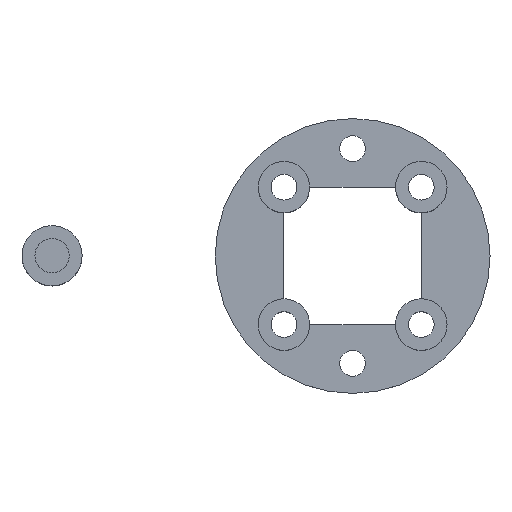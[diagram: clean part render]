
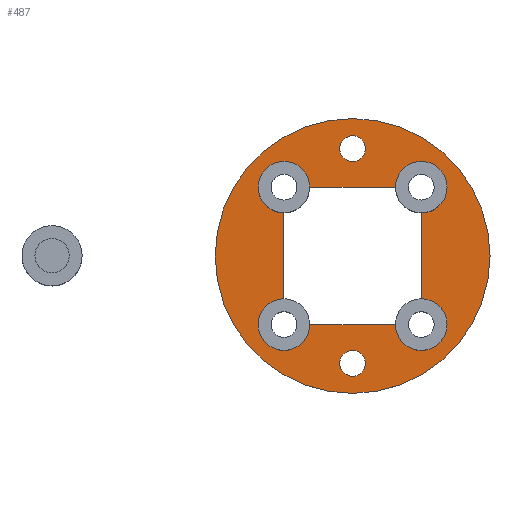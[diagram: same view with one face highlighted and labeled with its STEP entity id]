
A CAD part, top view. The second image highlights one B-rep face of the part: STEP entity #487.
In plain terms, the highlighted planar face has unit normal (0, 0, 1).
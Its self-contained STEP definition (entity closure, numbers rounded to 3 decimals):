
#23=FACE_BOUND('',#108,.T.);
#24=FACE_BOUND('',#109,.T.);
#25=FACE_BOUND('',#110,.T.);
#45=PLANE('',#564);
#73=FACE_OUTER_BOUND('',#107,.T.);
#107=EDGE_LOOP('',(#419));
#108=EDGE_LOOP('',(#420));
#109=EDGE_LOOP('',(#421));
#110=EDGE_LOOP('',(#422,#423,#424,#425,#426,#427,#428,#429,#430,#431));
#125=LINE('',#762,#155);
#136=LINE('',#808,#166);
#143=LINE('',#830,#173);
#146=LINE('',#847,#176);
#155=VECTOR('',#614,10.);
#166=VECTOR('',#661,10.);
#173=VECTOR('',#686,10.);
#176=VECTOR('',#709,10.);
#186=CIRCLE('',#519,1.5);
#188=CIRCLE('',#522,1.5);
#192=CIRCLE('',#529,3.);
#197=CIRCLE('',#537,3.);
#199=CIRCLE('',#539,3.);
#204=CIRCLE('',#548,3.);
#208=CIRCLE('',#556,3.);
#210=CIRCLE('',#558,3.);
#211=CIRCLE('',#562,16.);
#220=VERTEX_POINT('',#748);
#222=VERTEX_POINT('',#754);
#224=VERTEX_POINT('',#759);
#225=VERTEX_POINT('',#761);
#230=VERTEX_POINT('',#775);
#235=VERTEX_POINT('',#791);
#236=VERTEX_POINT('',#793);
#239=VERTEX_POINT('',#799);
#241=VERTEX_POINT('',#805);
#242=VERTEX_POINT('',#807);
#248=VERTEX_POINT('',#828);
#252=VERTEX_POINT('',#840);
#253=VERTEX_POINT('',#850);
#266=EDGE_CURVE('',#220,#220,#186,.T.);
#269=EDGE_CURVE('',#222,#222,#188,.T.);
#271=EDGE_CURVE('',#225,#224,#125,.T.);
#279=EDGE_CURVE('',#224,#230,#192,.T.);
#287=EDGE_CURVE('',#236,#235,#197,.T.);
#291=EDGE_CURVE('',#235,#239,#199,.T.);
#293=EDGE_CURVE('',#242,#241,#136,.T.);
#302=EDGE_CURVE('',#241,#225,#204,.T.);
#305=EDGE_CURVE('',#239,#248,#143,.T.);
#311=EDGE_CURVE('',#248,#252,#208,.T.);
#313=EDGE_CURVE('',#252,#242,#210,.T.);
#314=EDGE_CURVE('',#230,#236,#146,.T.);
#316=EDGE_CURVE('',#253,#253,#211,.T.);
#419=ORIENTED_EDGE('',*,*,#316,.T.);
#420=ORIENTED_EDGE('',*,*,#266,.T.);
#421=ORIENTED_EDGE('',*,*,#269,.T.);
#422=ORIENTED_EDGE('',*,*,#302,.T.);
#423=ORIENTED_EDGE('',*,*,#271,.T.);
#424=ORIENTED_EDGE('',*,*,#279,.T.);
#425=ORIENTED_EDGE('',*,*,#314,.T.);
#426=ORIENTED_EDGE('',*,*,#287,.T.);
#427=ORIENTED_EDGE('',*,*,#291,.T.);
#428=ORIENTED_EDGE('',*,*,#305,.T.);
#429=ORIENTED_EDGE('',*,*,#311,.T.);
#430=ORIENTED_EDGE('',*,*,#313,.T.);
#431=ORIENTED_EDGE('',*,*,#293,.T.);
#487=ADVANCED_FACE('',(#73,#23,#24,#25),#45,.T.);
#519=AXIS2_PLACEMENT_3D('',#750,#602,#603);
#522=AXIS2_PLACEMENT_3D('',#756,#609,#610);
#529=AXIS2_PLACEMENT_3D('',#777,#629,#630);
#537=AXIS2_PLACEMENT_3D('',#794,#648,#649);
#539=AXIS2_PLACEMENT_3D('',#801,#654,#655);
#548=AXIS2_PLACEMENT_3D('',#823,#678,#679);
#556=AXIS2_PLACEMENT_3D('',#842,#699,#700);
#558=AXIS2_PLACEMENT_3D('',#844,#703,#704);
#562=AXIS2_PLACEMENT_3D('',#851,#713,#714);
#564=AXIS2_PLACEMENT_3D('',#855,#718,#719);
#602=DIRECTION('center_axis',(0.,0.,-1.));
#603=DIRECTION('ref_axis',(1.,0.,0.));
#609=DIRECTION('center_axis',(0.,0.,-1.));
#610=DIRECTION('ref_axis',(1.,0.,0.));
#614=DIRECTION('',(0.,-1.,0.));
#629=DIRECTION('center_axis',(0.,0.,-1.));
#630=DIRECTION('ref_axis',(1.,0.,0.));
#648=DIRECTION('center_axis',(0.,0.,-1.));
#649=DIRECTION('ref_axis',(1.,0.,0.));
#654=DIRECTION('center_axis',(0.,0.,-1.));
#655=DIRECTION('ref_axis',(1.,0.,0.));
#661=DIRECTION('',(1.,0.,0.));
#678=DIRECTION('center_axis',(0.,0.,-1.));
#679=DIRECTION('ref_axis',(1.,0.,0.));
#686=DIRECTION('',(0.,1.,0.));
#699=DIRECTION('center_axis',(0.,0.,-1.));
#700=DIRECTION('ref_axis',(1.,0.,0.));
#703=DIRECTION('center_axis',(0.,0.,-1.));
#704=DIRECTION('ref_axis',(1.,0.,0.));
#709=DIRECTION('',(-1.,0.,0.));
#713=DIRECTION('center_axis',(0.,0.,1.));
#714=DIRECTION('ref_axis',(1.,0.,0.));
#718=DIRECTION('center_axis',(0.,0.,1.));
#719=DIRECTION('ref_axis',(1.,0.,0.));
#748=CARTESIAN_POINT('',(33.5,-12.5,1.5));
#750=CARTESIAN_POINT('Origin',(35.,-12.5,1.5));
#754=CARTESIAN_POINT('',(33.5,12.5,1.5));
#756=CARTESIAN_POINT('Origin',(35.,12.5,1.5));
#759=CARTESIAN_POINT('',(43.,-5.,1.5));
#761=CARTESIAN_POINT('',(43.,5.,1.5));
#762=CARTESIAN_POINT('',(43.,8.,1.5));
#775=CARTESIAN_POINT('',(40.,-8.,1.5));
#777=CARTESIAN_POINT('Origin',(43.,-8.,1.5));
#791=CARTESIAN_POINT('',(24.,-8.,1.5));
#793=CARTESIAN_POINT('',(30.,-8.,1.5));
#794=CARTESIAN_POINT('Origin',(27.,-8.,1.5));
#799=CARTESIAN_POINT('',(27.,-5.,1.5));
#801=CARTESIAN_POINT('Origin',(27.,-8.,1.5));
#805=CARTESIAN_POINT('',(40.,8.,1.5));
#807=CARTESIAN_POINT('',(30.,8.,1.5));
#808=CARTESIAN_POINT('',(27.,8.,1.5));
#823=CARTESIAN_POINT('Origin',(43.,8.,1.5));
#828=CARTESIAN_POINT('',(27.,5.,1.5));
#830=CARTESIAN_POINT('',(27.,-8.,1.5));
#840=CARTESIAN_POINT('',(24.,8.,1.5));
#842=CARTESIAN_POINT('Origin',(27.,8.,1.5));
#844=CARTESIAN_POINT('Origin',(27.,8.,1.5));
#847=CARTESIAN_POINT('',(43.,-8.,1.5));
#850=CARTESIAN_POINT('',(19.,0.,1.5));
#851=CARTESIAN_POINT('Origin',(35.,0.,1.5));
#855=CARTESIAN_POINT('Origin',(35.,0.,1.5));
